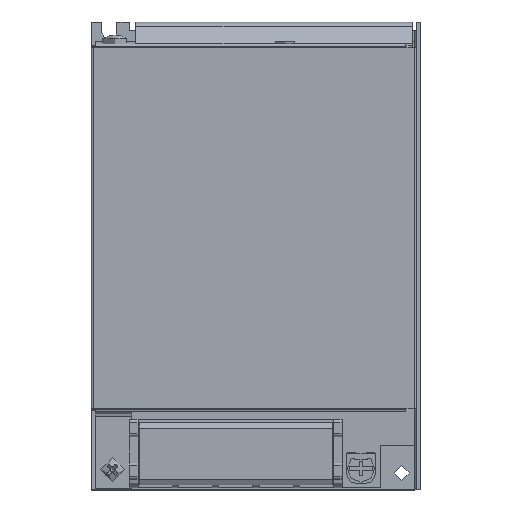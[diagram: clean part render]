
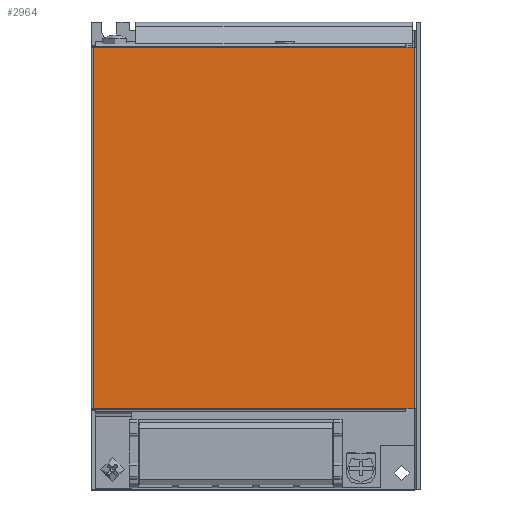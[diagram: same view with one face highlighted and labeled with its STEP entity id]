
A CAD part, top view. The second image highlights one B-rep face of the part: STEP entity #2964.
In plain terms, the highlighted planar face has unit normal (0, 0, 1).
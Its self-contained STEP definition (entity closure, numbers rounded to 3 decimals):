
#2806 = VERTEX_POINT('',#2807);
#2807 = CARTESIAN_POINT('',(37.75,-42.5,0.));
#2814 = EDGE_CURVE('',#2815,#2806,#2817,.T.);
#2815 = VERTEX_POINT('',#2816);
#2816 = CARTESIAN_POINT('',(37.75,42.5,0.));
#2817 = LINE('',#2818,#2819);
#2818 = CARTESIAN_POINT('',(37.75,42.5,0.));
#2819 = VECTOR('',#2820,1.);
#2820 = DIRECTION('',(0.,-1.,0.));
#2897 = VERTEX_POINT('',#2898);
#2898 = CARTESIAN_POINT('',(35.75,42.5,0.));
#2904 = EDGE_CURVE('',#2897,#2815,#2905,.T.);
#2905 = LINE('',#2906,#2907);
#2906 = CARTESIAN_POINT('',(-37.75,42.5,0.));
#2907 = VECTOR('',#2908,1.);
#2908 = DIRECTION('',(1.,0.,0.));
#2947 = VERTEX_POINT('',#2948);
#2948 = CARTESIAN_POINT('',(35.75,-42.5,0.));
#2954 = EDGE_CURVE('',#2947,#2806,#2955,.T.);
#2955 = LINE('',#2956,#2957);
#2956 = CARTESIAN_POINT('',(-37.75,-42.5,0.));
#2957 = VECTOR('',#2958,1.);
#2958 = DIRECTION('',(1.,0.,0.));
#2964 = ADVANCED_FACE('',(#2965),#3008,.T.);
#2965 = FACE_BOUND('',#2966,.T.);
#2966 = EDGE_LOOP('',(#2967,#2977,#2985,#2991,#2992,#2993,#2994,#3002));
#2967 = ORIENTED_EDGE('',*,*,#2968,.T.);
#2968 = EDGE_CURVE('',#2969,#2971,#2973,.T.);
#2969 = VERTEX_POINT('',#2970);
#2970 = CARTESIAN_POINT('',(-37.75,42.5,0.));
#2971 = VERTEX_POINT('',#2972);
#2972 = CARTESIAN_POINT('',(-37.75,-42.5,-0.));
#2973 = LINE('',#2974,#2975);
#2974 = CARTESIAN_POINT('',(-37.75,42.5,0.));
#2975 = VECTOR('',#2976,1.);
#2976 = DIRECTION('',(0.,-1.,0.));
#2977 = ORIENTED_EDGE('',*,*,#2978,.T.);
#2978 = EDGE_CURVE('',#2971,#2979,#2981,.T.);
#2979 = VERTEX_POINT('',#2980);
#2980 = CARTESIAN_POINT('',(-37.25,-42.5,0.));
#2981 = LINE('',#2982,#2983);
#2982 = CARTESIAN_POINT('',(-37.75,-42.5,0.));
#2983 = VECTOR('',#2984,1.);
#2984 = DIRECTION('',(1.,0.,0.));
#2985 = ORIENTED_EDGE('',*,*,#2986,.T.);
#2986 = EDGE_CURVE('',#2979,#2947,#2987,.T.);
#2987 = LINE('',#2988,#2989);
#2988 = CARTESIAN_POINT('',(-37.25,-42.5,0.));
#2989 = VECTOR('',#2990,1.);
#2990 = DIRECTION('',(1.,0.,0.));
#2991 = ORIENTED_EDGE('',*,*,#2954,.T.);
#2992 = ORIENTED_EDGE('',*,*,#2814,.F.);
#2993 = ORIENTED_EDGE('',*,*,#2904,.F.);
#2994 = ORIENTED_EDGE('',*,*,#2995,.F.);
#2995 = EDGE_CURVE('',#2996,#2897,#2998,.T.);
#2996 = VERTEX_POINT('',#2997);
#2997 = CARTESIAN_POINT('',(-37.25,42.5,0.));
#2998 = LINE('',#2999,#3000);
#2999 = CARTESIAN_POINT('',(-37.25,42.5,0.));
#3000 = VECTOR('',#3001,1.);
#3001 = DIRECTION('',(1.,0.,0.));
#3002 = ORIENTED_EDGE('',*,*,#3003,.F.);
#3003 = EDGE_CURVE('',#2969,#2996,#3004,.T.);
#3004 = LINE('',#3005,#3006);
#3005 = CARTESIAN_POINT('',(-37.75,42.5,0.));
#3006 = VECTOR('',#3007,1.);
#3007 = DIRECTION('',(1.,0.,0.));
#3008 = PLANE('',#3009);
#3009 = AXIS2_PLACEMENT_3D('',#3010,#3011,#3012);
#3010 = CARTESIAN_POINT('',(-37.75,42.5,0.));
#3011 = DIRECTION('',(0.,0.,1.));
#3012 = DIRECTION('',(1.,0.,0.));
